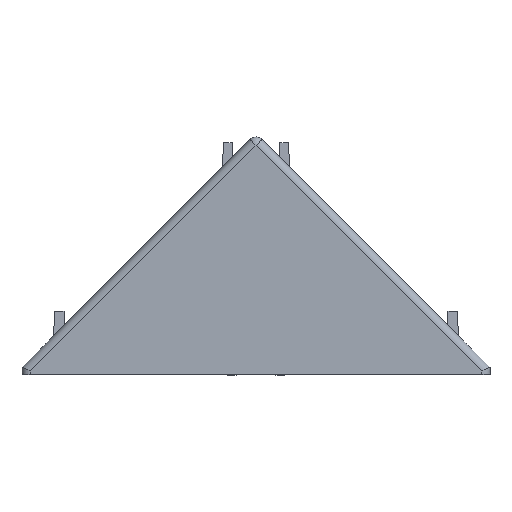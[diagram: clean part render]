
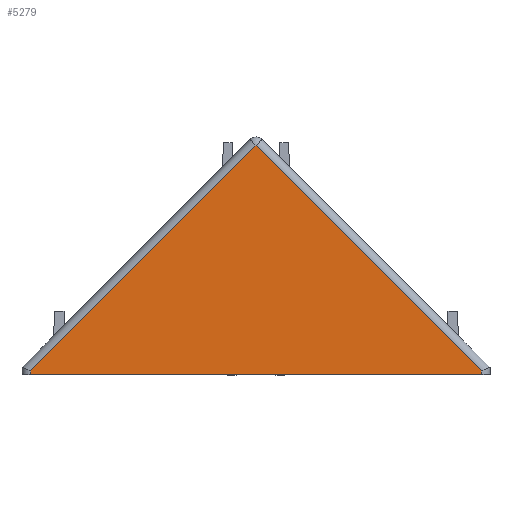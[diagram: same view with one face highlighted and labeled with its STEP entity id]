
A CAD part, top view. The second image highlights one B-rep face of the part: STEP entity #5279.
In plain terms, the highlighted planar face has unit normal (0, 0.009, 1).
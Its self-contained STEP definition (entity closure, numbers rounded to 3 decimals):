
#139 = ORIENTED_EDGE ( 'NONE', *, *, #1469, .T. ) ;
#157 = CARTESIAN_POINT ( 'NONE',  ( -0.302, 26.696, 19.767 ) ) ;
#169 = CARTESIAN_POINT ( 'NONE',  ( -26., 0., 20. ) ) ;
#188 = LINE ( 'NONE', #3365, #5159 ) ;
#819 = EDGE_CURVE ( 'NONE', #4132, #979, #4575, .T. ) ;
#949 = CARTESIAN_POINT ( 'NONE',  ( -27., 0., 20. ) ) ;
#979 = VERTEX_POINT ( 'NONE', #3299 ) ;
#1336 = DIRECTION ( 'NONE',  ( 0., 1., -0.009 ) ) ;
#1469 = EDGE_CURVE ( 'NONE', #1962, #5190, #188, .T. ) ;
#1523 = CARTESIAN_POINT ( 'NONE',  ( -26., 0., 20. ) ) ;
#1561 = EDGE_CURVE ( 'NONE', #979, #1962, #4901, .T. ) ;
#1577 = ORIENTED_EDGE ( 'NONE', *, *, #819, .T. ) ;
#1640 = EDGE_LOOP ( 'NONE', ( #1577, #3214, #139, #1698, #2851 ) ) ;
#1646 = CARTESIAN_POINT ( 'NONE',  ( 26., 0.395, 19.997 ) ) ;
#1698 = ORIENTED_EDGE ( 'NONE', *, *, #2247, .T. ) ;
#1768 = DIRECTION ( 'NONE',  ( 0., 0.009, 1. ) ) ;
#1962 = VERTEX_POINT ( 'NONE', #1523 ) ;
#2005 = FACE_OUTER_BOUND ( 'NONE', #1640, .T. ) ;
#2247 = EDGE_CURVE ( 'NONE', #5190, #4110, #3420, .T. ) ;
#2305 = AXIS2_PLACEMENT_3D ( 'NONE', #949, #1768, #4620 ) ;
#2492 = CARTESIAN_POINT ( 'NONE',  ( 0., 26.395, 19.77 ) ) ;
#2592 = DIRECTION ( 'NONE',  ( -0.707, 0.707, -0.006 ) ) ;
#2604 = DIRECTION ( 'NONE',  ( 0., -1., 0.009 ) ) ;
#2758 = EDGE_CURVE ( 'NONE', #4110, #4132, #3029, .T. ) ;
#2851 = ORIENTED_EDGE ( 'NONE', *, *, #2758, .T. ) ;
#2958 = DIRECTION ( 'NONE',  ( 1., 0., 0. ) ) ;
#3029 = LINE ( 'NONE', #157, #5202 ) ;
#3214 = ORIENTED_EDGE ( 'NONE', *, *, #1561, .T. ) ;
#3299 = CARTESIAN_POINT ( 'NONE',  ( -26., 0.395, 19.997 ) ) ;
#3365 = CARTESIAN_POINT ( 'NONE',  ( -27., 0., 20. ) ) ;
#3420 = LINE ( 'NONE', #4180, #4385 ) ;
#3482 = VECTOR ( 'NONE', #3544, 1000. ) ;
#3544 = DIRECTION ( 'NONE',  ( -0.707, -0.707, 0.006 ) ) ;
#3815 = VECTOR ( 'NONE', #2604, 1000. ) ;
#4110 = VERTEX_POINT ( 'NONE', #1646 ) ;
#4132 = VERTEX_POINT ( 'NONE', #2492 ) ;
#4144 = CARTESIAN_POINT ( 'NONE',  ( 26., 0., 20. ) ) ;
#4180 = CARTESIAN_POINT ( 'NONE',  ( 26., 0., 20. ) ) ;
#4201 = PLANE ( 'NONE',  #2305 ) ;
#4385 = VECTOR ( 'NONE', #1336, 1000. ) ;
#4575 = LINE ( 'NONE', #5163, #3482 ) ;
#4620 = DIRECTION ( 'NONE',  ( 0., -1., 0.009 ) ) ;
#4901 = LINE ( 'NONE', #169, #3815 ) ;
#5159 = VECTOR ( 'NONE', #2958, 1000. ) ;
#5163 = CARTESIAN_POINT ( 'NONE',  ( -26.697, -0.303, 20.003 ) ) ;
#5190 = VERTEX_POINT ( 'NONE', #4144 ) ;
#5202 = VECTOR ( 'NONE', #2592, 1000. ) ;
#5279 = ADVANCED_FACE ( 'NONE', ( #2005 ), #4201, .T. ) ;
